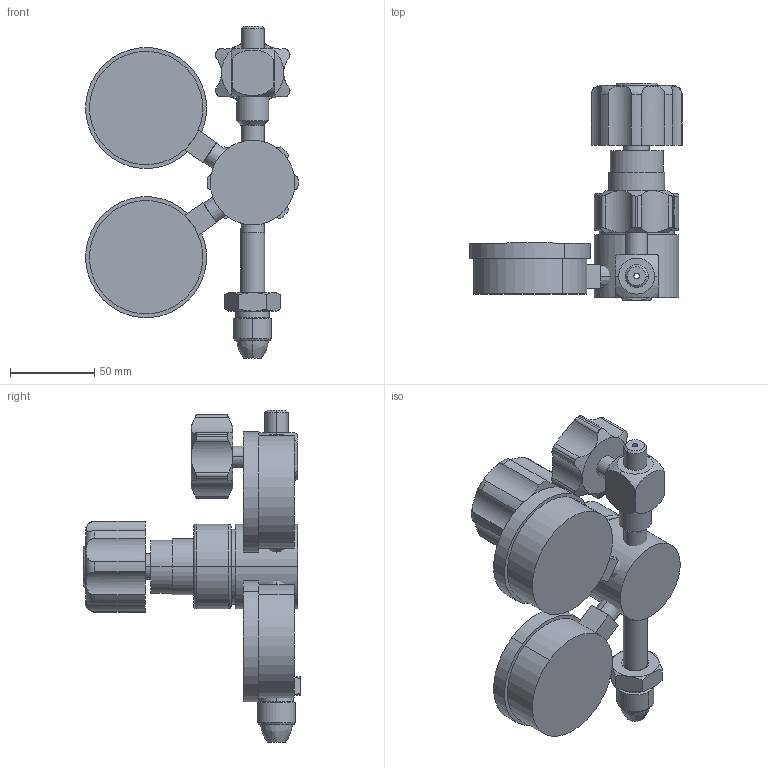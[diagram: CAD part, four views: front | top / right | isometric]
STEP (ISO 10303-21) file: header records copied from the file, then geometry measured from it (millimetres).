
FILE_DESCRIPTION((''),'2;1');
FILE_NAME('M3030-580_ASM','2019-02-27T',('dlachman'),('MATHESON TRI-GAS'),'CREO PARAMETRIC BY PTC INC, 2018220','CREO PARAMETRIC BY PTC INC, 2018220','');
FILE_SCHEMA(('CONFIG_CONTROL_DESIGN'));
Length unit declared in the file: inch
Products named in the file (6): MREG-5031-BA; MCNN-0290-BA; MGAG-0036-BA; MGAG-0032-BA; MVLV-0824-BA; M3030-580_ASM
Assembly tree (5 placements, depth 2):
  M3030-580_ASM
    MREG-5031-BA
    MCNN-0290-BA
    MGAG-0036-BA
    MGAG-0032-BA
    MVLV-0824-BA
Bounding box: 126.09 x 128.91 x 197.17 mm (x, y, z)
Volume: 524507 mm3; surface area: 85014.3 mm2
Topology: 5 solids, 5 shells, 205 faces, 503 edges, 329 vertices
Faces by surface type: cylinder 92, plane 51, cone 48, torus 8, bspline 6
Entity records: 7220 total; most frequent: CARTESIAN_POINT 2266, DIRECTION 1015, ORIENTED_EDGE 1006, EDGE_CURVE 503, AXIS2_PLACEMENT_3D 434, VERTEX_POINT 329, EDGE_LOOP 236, CIRCLE 224
